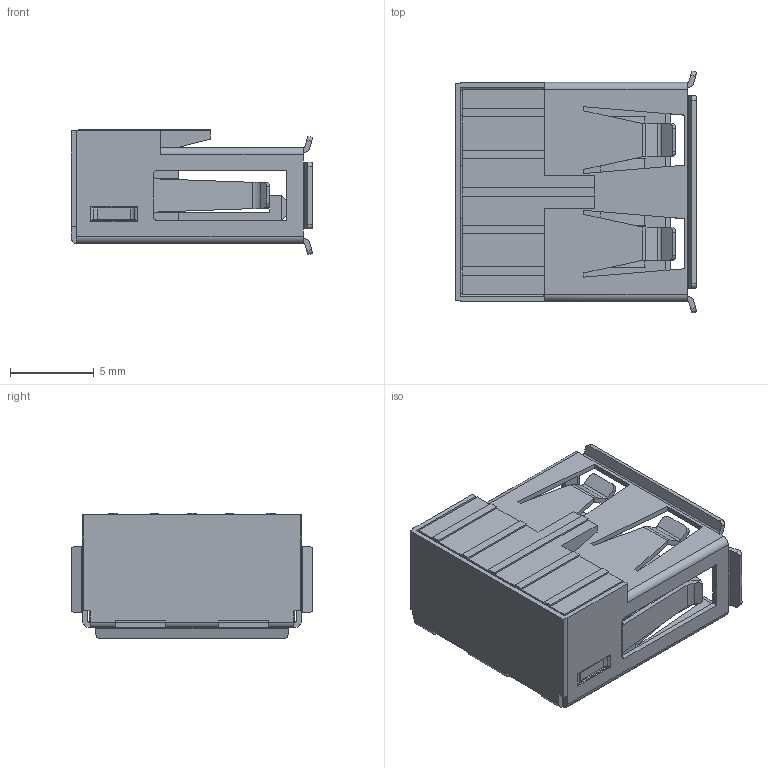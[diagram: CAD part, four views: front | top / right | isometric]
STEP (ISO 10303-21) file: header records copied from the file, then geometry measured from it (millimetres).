
FILE_DESCRIPTION(/* description */ (''),/* implementation_level */ '2;1');
FILE_NAME(/* name */ 'femaleThruHoleUSB v1 v1.ipt.step',/* time_stamp */ '2022-11-29T08:35:18+01:00',/* author */ ('diederichbenedict'),/* organization */ (''),/* preprocessor_version */ 'ST-DEVELOPER v18.1',/* originating_system */ 'Autodesk Inventor 2022',/* authorisation */ '');
FILE_SCHEMA (('AUTOMOTIVE_DESIGN { 1 0 10303 214 3 1 1 }'));
Length unit declared in the file: millimetre
Products named in the file (1): femaleThruHoleUSB v1 v1
Bounding box: 14.44 x 14.48 x 7.53 mm (x, y, z)
Volume: 719 mm3; surface area: 1673.9 mm2
Topology: 1 solids, 1 shells, 321 faces, 943 edges, 606 vertices
Faces by surface type: plane 203, cylinder 102, torus 12, bspline 4
Entity records: 10906 total; most frequent: CARTESIAN_POINT 2079, ORIENTED_EDGE 1882, DIRECTION 1777, EDGE_CURVE 941, LINE 685, VECTOR 685, VERTEX_POINT 606, AXIS2_PLACEMENT_3D 546
